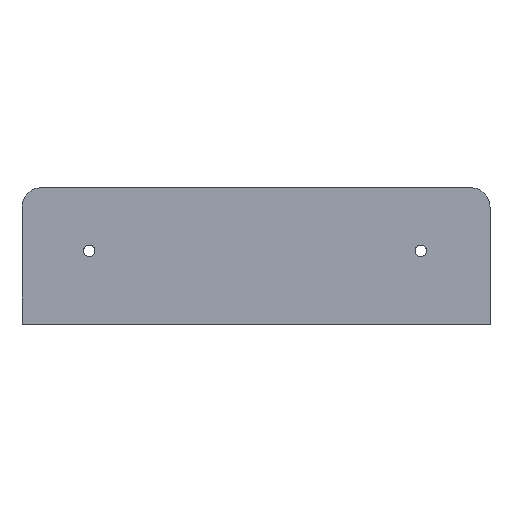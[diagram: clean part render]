
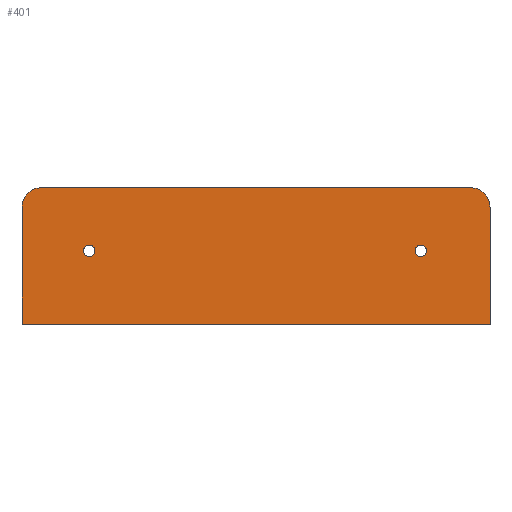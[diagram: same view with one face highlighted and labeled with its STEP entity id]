
A CAD part, top view. The second image highlights one B-rep face of the part: STEP entity #401.
In plain terms, the highlighted planar face has unit normal (0, 0, 1).
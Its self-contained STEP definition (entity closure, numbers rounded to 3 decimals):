
#19=FACE_BOUND('',#82,.T.);
#20=FACE_BOUND('',#83,.T.);
#31=PLANE('',#458);
#56=FACE_OUTER_BOUND('',#81,.T.);
#81=EDGE_LOOP('',(#363,#364,#365,#366,#367,#368));
#82=EDGE_LOOP('',(#369));
#83=EDGE_LOOP('',(#370));
#97=LINE('',#645,#130);
#101=LINE('',#654,#134);
#116=LINE('',#701,#149);
#118=LINE('',#705,#151);
#130=VECTOR('',#506,10.);
#134=VECTOR('',#516,10.);
#149=VECTOR('',#569,10.);
#151=VECTOR('',#573,10.);
#162=CIRCLE('',#434,5.);
#167=CIRCLE('',#444,1.465);
#170=CIRCLE('',#449,1.465);
#171=CIRCLE('',#457,5.);
#188=VERTEX_POINT('',#642);
#189=VERTEX_POINT('',#644);
#190=VERTEX_POINT('',#648);
#191=VERTEX_POINT('',#652);
#198=VERTEX_POINT('',#673);
#200=VERTEX_POINT('',#681);
#204=VERTEX_POINT('',#699);
#205=VERTEX_POINT('',#703);
#229=EDGE_CURVE('',#189,#188,#97,.T.);
#232=EDGE_CURVE('',#190,#188,#162,.T.);
#234=EDGE_CURVE('',#190,#191,#101,.T.);
#244=EDGE_CURVE('',#198,#198,#167,.T.);
#248=EDGE_CURVE('',#200,#200,#170,.T.);
#257=EDGE_CURVE('',#191,#204,#116,.T.);
#259=EDGE_CURVE('',#205,#204,#118,.T.);
#260=EDGE_CURVE('',#189,#205,#171,.T.);
#363=ORIENTED_EDGE('',*,*,#234,.T.);
#364=ORIENTED_EDGE('',*,*,#257,.T.);
#365=ORIENTED_EDGE('',*,*,#259,.F.);
#366=ORIENTED_EDGE('',*,*,#260,.F.);
#367=ORIENTED_EDGE('',*,*,#229,.T.);
#368=ORIENTED_EDGE('',*,*,#232,.F.);
#369=ORIENTED_EDGE('',*,*,#248,.F.);
#370=ORIENTED_EDGE('',*,*,#244,.F.);
#401=ADVANCED_FACE('',(#56,#19,#20),#31,.F.);
#434=AXIS2_PLACEMENT_3D('',#650,#511,#512);
#444=AXIS2_PLACEMENT_3D('',#675,#538,#539);
#449=AXIS2_PLACEMENT_3D('',#683,#549,#550);
#457=AXIS2_PLACEMENT_3D('',#707,#576,#577);
#458=AXIS2_PLACEMENT_3D('',#708,#578,#579);
#506=DIRECTION('',(-1.,0.,0.));
#511=DIRECTION('center_axis',(0.,0.,-1.));
#512=DIRECTION('ref_axis',(1.,0.,0.));
#516=DIRECTION('',(0.,-1.,0.));
#538=DIRECTION('center_axis',(0.,0.,1.));
#539=DIRECTION('ref_axis',(1.,0.,0.));
#549=DIRECTION('center_axis',(0.,0.,1.));
#550=DIRECTION('ref_axis',(1.,0.,0.));
#569=DIRECTION('',(1.,0.,0.));
#573=DIRECTION('',(0.,-1.,0.));
#576=DIRECTION('center_axis',(0.,0.,-1.));
#577=DIRECTION('ref_axis',(1.,0.,0.));
#578=DIRECTION('center_axis',(0.,0.,-1.));
#579=DIRECTION('ref_axis',(1.,0.,0.));
#642=CARTESIAN_POINT('',(-55.,35.,0.));
#644=CARTESIAN_POINT('',(55.,35.,0.));
#645=CARTESIAN_POINT('',(55.,35.,0.));
#648=CARTESIAN_POINT('',(-60.,30.,0.));
#650=CARTESIAN_POINT('Origin',(-55.,30.,0.));
#652=CARTESIAN_POINT('',(-60.,0.,0.));
#654=CARTESIAN_POINT('',(-60.,10.,0.));
#673=CARTESIAN_POINT('',(-44.215,18.815,0.));
#675=CARTESIAN_POINT('Origin',(-42.75,18.815,0.));
#681=CARTESIAN_POINT('',(40.785,18.815,0.));
#683=CARTESIAN_POINT('Origin',(42.25,18.815,0.));
#699=CARTESIAN_POINT('',(60.,0.,0.));
#701=CARTESIAN_POINT('',(-60.,0.,0.));
#703=CARTESIAN_POINT('',(60.,30.,0.));
#705=CARTESIAN_POINT('',(60.,30.,0.));
#707=CARTESIAN_POINT('Origin',(55.,30.,0.));
#708=CARTESIAN_POINT('Origin',(0.,17.5,0.));
